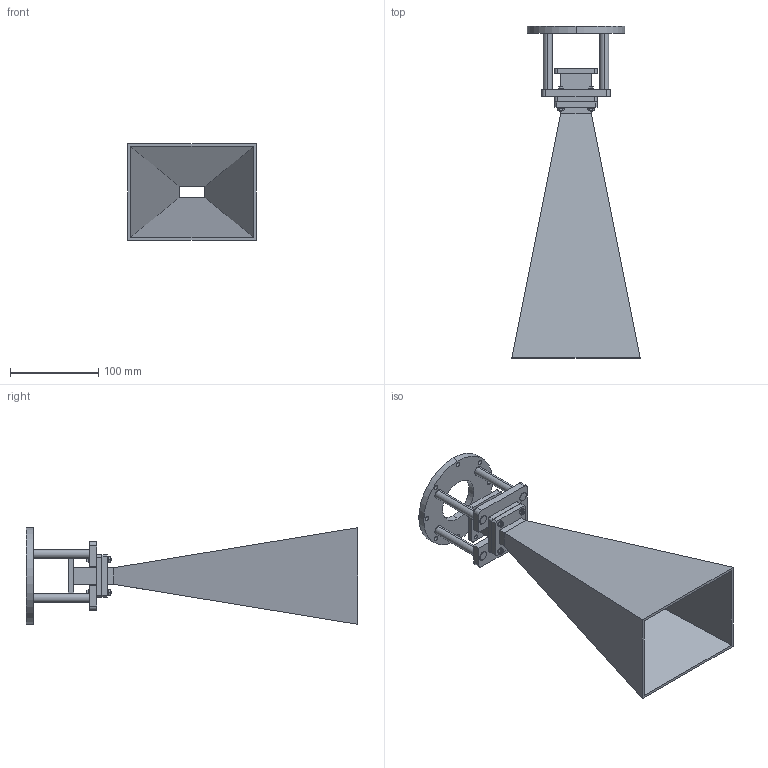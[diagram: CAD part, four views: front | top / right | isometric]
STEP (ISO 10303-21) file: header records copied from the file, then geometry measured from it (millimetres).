
FILE_DESCRIPTION (( 'STEP AP214' ), '1' );
FILE_NAME ('FM1WAN112-20_3D.step', '2024-05-06T19:12:36', ( '' ), ( '' ), 'SwSTEP 2.0', 'SolidWorks 2022', '' );
FILE_SCHEMA (( 'AUTOMOTIVE_DESIGN' ));
Length unit declared in the file: inch
Products named in the file (10): FM1WAN112-20_3D; Copy of FMWAN075-112-MNT_STDF RND M4 FEM, 8OD X 64LG^FMWAN075-112-MNT; FMW112S001-1.5; FMWAN112-20; FMWAN075-112-MNT; Copy of FMWAN075-112-MNT_UPR PLT^FMWAN075-112-MNT; Copy of PEFMWAN075-112-MNT_LWR PLT^FMWAN075-112-MNT; 4-40 Nut_1_94150A335; Screw 4-40SH x 9_16_1; No.4 Flat Washer_1_91166A230
Assembly tree (25 placements, depth 3):
  FM1WAN112-20_3D
    FMWAN075-112-MNT
      Copy of FMWAN075-112-MNT_UPR PLT^FMWAN075-112-MNT
      Copy of PEFMWAN075-112-MNT_LWR PLT^FMWAN075-112-MNT
      Copy of FMWAN075-112-MNT_STDF RND M4 FEM, 8OD X 64LG^FMWAN075-112-MNT  x4
    FMWAN112-20
    FMW112S001-1.5
    Screw 4-40SH x 9_16_1  x4
    No.4 Flat Washer_1_91166A230  x8
    4-40 Nut_1_94150A335  x4
Bounding box: 145.48 x 376 x 110 mm (x, y, z)
Volume: 447020.7 mm3; surface area: 236531 mm2
Topology: 24 solids, 24 shells, 2388 faces, 6760 edges, 4424 vertices
Faces by surface type: cylinder 806, plane 754, cone 428, torus 376, bspline 24
Entity records: 33805 total; most frequent: CARTESIAN_POINT 16332, ORIENTED_EDGE 3956, DIRECTION 3081, EDGE_CURVE 1978, VERTEX_POINT 1303, AXIS2_PLACEMENT_3D 1204, EDGE_LOOP 785, FACE_OUTER_BOUND 697
